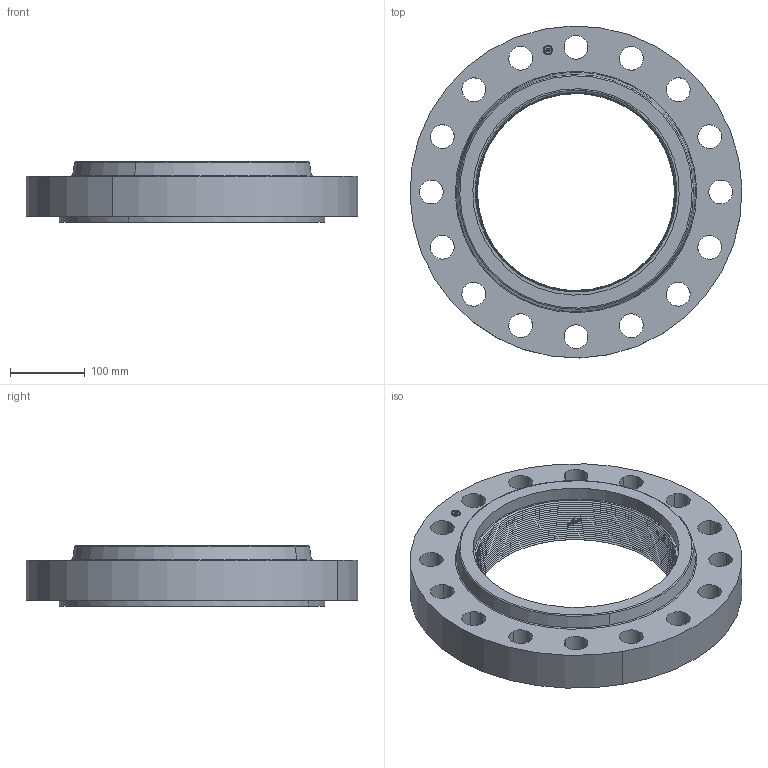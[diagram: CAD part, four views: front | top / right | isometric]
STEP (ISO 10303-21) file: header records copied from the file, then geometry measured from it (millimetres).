
FILE_DESCRIPTION(('3D STEP'),'2;1');
FILE_NAME('10-400-THREADED-RTJ-FLANGE.stp','2013-01-27T18:46:55+00:00',('Texas Flange'),(''),'CATIA Version 5 Release 20 SP 6 (IN-10)','CATIA V5 STEP AP214','800-826-3801');
FILE_SCHEMA(('AUTOMOTIVE_DESIGN { 1 0 10303 214 1 1 1 1 }'));
Length unit declared in the file: inch
Products named in the file (1): 10-400-THREADED-RTJ-FLANGE
Bounding box: 444.38 x 444.38 x 81.1 mm (x, y, z)
Volume: 5287472.3 mm3; surface area: 483740.2 mm2
Topology: 1 solids, 1 shells, 652 faces, 1747 edges, 1103 vertices
Faces by surface type: plane 372, bspline 167, cylinder 58, cone 47, torus 8
Entity records: 26358 total; most frequent: CARTESIAN_POINT 9216, ORIENTED_EDGE 3494, DIRECTION 2092, EDGE_CURVE 1747, VECTOR 1148, LINE 1148, VERTEX_POINT 1103, EDGE_LOOP 692
